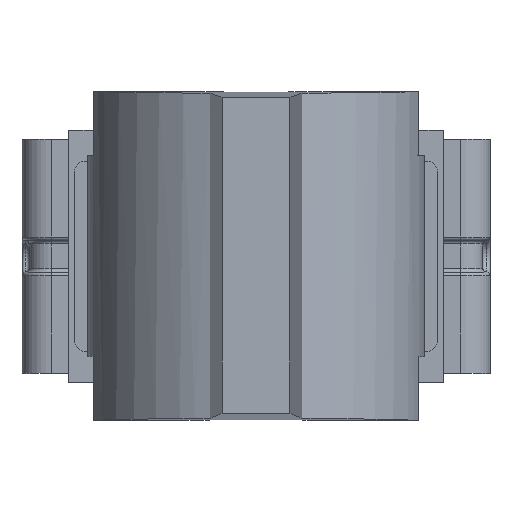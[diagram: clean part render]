
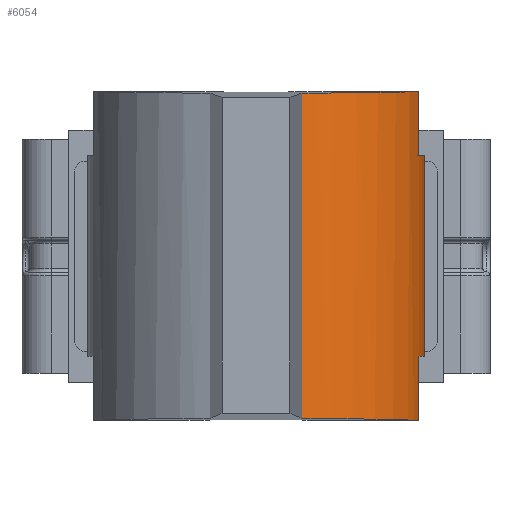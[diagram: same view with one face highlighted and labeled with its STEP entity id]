
A CAD part, top view. The second image highlights one B-rep face of the part: STEP entity #6054.
In plain terms, the highlighted cylindrical face has radius 5.84 mm (diameter 11.68 mm), a partial arc.
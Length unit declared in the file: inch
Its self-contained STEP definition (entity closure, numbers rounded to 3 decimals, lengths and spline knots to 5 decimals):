
#147=ELLIPSE('',#6439,0.22995,0.22992);
#150=ELLIPSE('',#6443,0.22995,0.22992);
#353=FACE_OUTER_BOUND('',#712,.T.);
#712=EDGE_LOOP('',(#4075,#4076,#4077,#4078,#4079,#4080,#4081,#4082));
#1098=LINE('',#9073,#1663);
#1099=LINE('',#9077,#1664);
#1100=LINE('',#9080,#1665);
#1101=LINE('',#9081,#1666);
#1663=VECTOR('',#7161,0.3937);
#1664=VECTOR('',#7164,0.3937);
#1665=VECTOR('',#7167,0.3937);
#1666=VECTOR('',#7168,0.3937);
#2221=CIRCLE('',#6449,0.22992);
#2222=CIRCLE('',#6450,0.22992);
#2516=VERTEX_POINT('',#9032);
#2517=VERTEX_POINT('',#9033);
#2527=VERTEX_POINT('',#9054);
#2528=VERTEX_POINT('',#9056);
#2534=VERTEX_POINT('',#9072);
#2535=VERTEX_POINT('',#9074);
#2536=VERTEX_POINT('',#9076);
#2537=VERTEX_POINT('',#9078);
#3110=EDGE_CURVE('',#2516,#2517,#147,.T.);
#3121=EDGE_CURVE('',#2528,#2527,#150,.T.);
#3129=EDGE_CURVE('',#2517,#2534,#1098,.T.);
#3130=EDGE_CURVE('',#2534,#2535,#2221,.T.);
#3131=EDGE_CURVE('',#2536,#2535,#1099,.T.);
#3132=EDGE_CURVE('',#2536,#2537,#2222,.T.);
#3133=EDGE_CURVE('',#2537,#2528,#1100,.T.);
#3134=EDGE_CURVE('',#2527,#2516,#1101,.T.);
#4075=ORIENTED_EDGE('',*,*,#3110,.T.);
#4076=ORIENTED_EDGE('',*,*,#3129,.T.);
#4077=ORIENTED_EDGE('',*,*,#3130,.T.);
#4078=ORIENTED_EDGE('',*,*,#3131,.F.);
#4079=ORIENTED_EDGE('',*,*,#3132,.T.);
#4080=ORIENTED_EDGE('',*,*,#3133,.T.);
#4081=ORIENTED_EDGE('',*,*,#3121,.T.);
#4082=ORIENTED_EDGE('',*,*,#3134,.T.);
#5926=CYLINDRICAL_SURFACE('',#6448,0.22992);
#6054=ADVANCED_FACE('',(#353),#5926,.T.);
#6439=AXIS2_PLACEMENT_3D('',#9034,#7129,#7130);
#6443=AXIS2_PLACEMENT_3D('',#9057,#7145,#7146);
#6448=AXIS2_PLACEMENT_3D('',#9071,#7159,#7160);
#6449=AXIS2_PLACEMENT_3D('',#9075,#7162,#7163);
#6450=AXIS2_PLACEMENT_3D('',#9079,#7165,#7166);
#7129=DIRECTION('center_axis',(0.,1.,-0.015));
#7130=DIRECTION('ref_axis',(0.,-0.015,-1.));
#7145=DIRECTION('center_axis',(0.,-1.,
-0.015));
#7146=DIRECTION('ref_axis',(0.,0.015,-1.));
#7159=DIRECTION('center_axis',(0.,-1.,0.));
#7160=DIRECTION('ref_axis',(1.,0.,-0.001));
#7161=DIRECTION('',(0.,1.,0.));
#7162=DIRECTION('center_axis',(0.,1.,0.));
#7163=DIRECTION('ref_axis',(1.,0.,-0.001));
#7164=DIRECTION('',(0.,-1.,0.));
#7165=DIRECTION('center_axis',(0.,-1.,0.));
#7166=DIRECTION('ref_axis',(1.,0.,-0.001));
#7167=DIRECTION('',(0.,1.,0.));
#7168=DIRECTION('',(0.,-1.,0.));
#9032=CARTESIAN_POINT('',(0.0626,-0.22246,0.83068));
#9033=CARTESIAN_POINT('',(0.22282,-0.225,0.66614));
#9034=CARTESIAN_POINT('Origin',(0.,-0.22587,
0.60945));
#9054=CARTESIAN_POINT('',(0.0626,0.22246,0.83068));
#9056=CARTESIAN_POINT('',(0.22282,0.225,0.66614));
#9057=CARTESIAN_POINT('Origin',(0.,0.22587,
0.60945));
#9071=CARTESIAN_POINT('Origin',(0.,0.,
0.60945));
#9072=CARTESIAN_POINT('',(0.22282,-0.1374,0.66614));
#9073=CARTESIAN_POINT('',(0.22282,0.,0.66614));
#9074=CARTESIAN_POINT('',(0.22992,-0.1374,0.60918));
#9075=CARTESIAN_POINT('Origin',(0.,-0.1374,
0.60945));
#9076=CARTESIAN_POINT('',(0.22992,0.1374,0.60918));
#9077=CARTESIAN_POINT('',(0.22992,0.,0.60918));
#9078=CARTESIAN_POINT('',(0.22282,0.1374,0.66614));
#9079=CARTESIAN_POINT('Origin',(0.,0.1374,0.60945));
#9080=CARTESIAN_POINT('',(0.22282,0.,0.66614));
#9081=CARTESIAN_POINT('',(0.0626,0.,0.83068));
